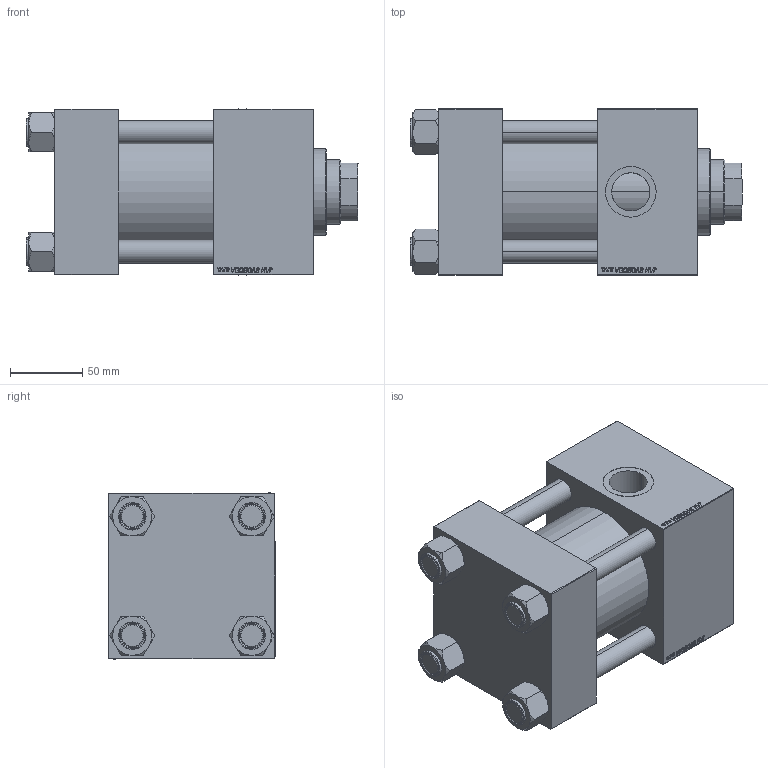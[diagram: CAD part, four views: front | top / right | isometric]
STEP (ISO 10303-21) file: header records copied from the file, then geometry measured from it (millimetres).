
FILE_DESCRIPTION (( 'STEP AP203' ), '1' );
FILE_NAME ('912f.STEP', '2025-06-09T10:52:35', ( '' ), ( '' ), 'SwSTEP 2.0', 'SolidWorks 2019', '' );
FILE_SCHEMA (( 'CONFIG_CONTROL_DESIGN' ));
Length unit declared in the file: millimetre
Products named in the file (6): 912f; NUT_M5_V215CD_C eb3f52305ba1ba43b85cc45eb5bbc30a; V215CD_VC_C eb3f52305ba1ba43b85cc45eb5bbc30a; V215CD_Body_C eb3f52305ba1ba43b85cc45eb5bbc30a; V215CD_C_TYCINKA eb3f52305ba1ba43b85cc45eb5bbc30a; V215CD_VCP_C eb3f52305ba1ba43b85cc45eb5bbc30a
Assembly tree (11 placements, depth 2):
  912f
    V215CD_Body_C eb3f52305ba1ba43b85cc45eb5bbc30a
    V215CD_VC_C eb3f52305ba1ba43b85cc45eb5bbc30a
    V215CD_VCP_C eb3f52305ba1ba43b85cc45eb5bbc30a
    V215CD_C_TYCINKA eb3f52305ba1ba43b85cc45eb5bbc30a  x4
    NUT_M5_V215CD_C eb3f52305ba1ba43b85cc45eb5bbc30a  x4
Bounding box: 230 x 115 x 115 mm (x, y, z)
Volume: 1819321.7 mm3; surface area: 273884.6 mm2
Topology: 11 solids, 11 shells, 1197 faces, 3025 edges, 1967 vertices
Faces by surface type: plane 574, bspline 392, cone 136, cylinder 87, torus 8
Entity records: 50667 total; most frequent: CARTESIAN_POINT 27212, ORIENTED_EDGE 5314, DIRECTION 3379, EDGE_CURVE 2657, VERTEX_POINT 1745, LINE 1615, VECTOR 1615, EDGE_LOOP 1170
